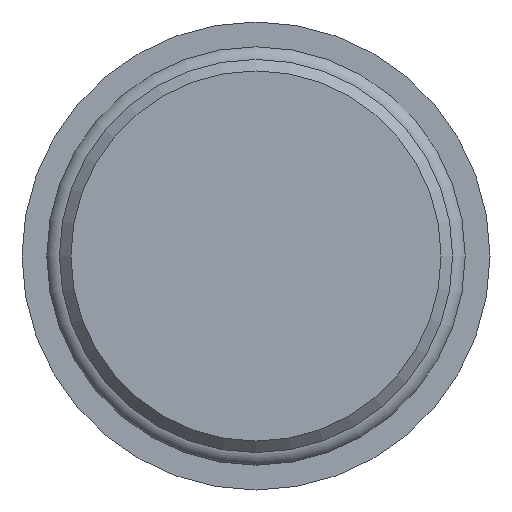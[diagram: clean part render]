
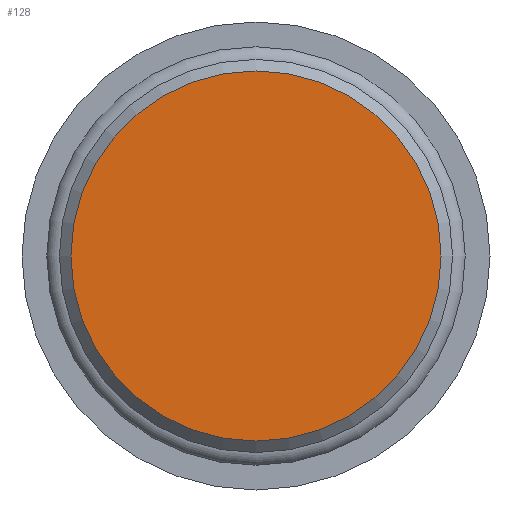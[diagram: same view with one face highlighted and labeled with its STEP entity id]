
A CAD part, front view. The second image highlights one B-rep face of the part: STEP entity #128.
In plain terms, the highlighted planar face has unit normal (0, -1, 0).
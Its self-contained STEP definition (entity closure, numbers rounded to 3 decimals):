
#128 = ADVANCED_FACE( '', ( #261 ), #262, .F. );
#261 = FACE_OUTER_BOUND( '', #386, .T. );
#262 = PLANE( '', #387 );
#386 = EDGE_LOOP( '', ( #666 ) );
#387 = AXIS2_PLACEMENT_3D( '', #667, #668, #669 );
#666 = ORIENTED_EDGE( '', *, *, #773, .T. );
#667 = CARTESIAN_POINT( '', ( 19.773, -17., 0. ) );
#668 = DIRECTION( '', ( 0., 1., 0. ) );
#669 = DIRECTION( '', ( 0., 0., 1. ) );
#773 = EDGE_CURVE( '', #924, #924, #925, .T. );
#924 = VERTEX_POINT( '', #1185 );
#925 = CIRCLE( '', #1186, 19.773 );
#1185 = CARTESIAN_POINT( '', ( 0., -17., -19.773 ) );
#1186 = AXIS2_PLACEMENT_3D( '', #1306, #1307, #1308 );
#1306 = CARTESIAN_POINT( '', ( 0., -17., 0. ) );
#1307 = DIRECTION( '', ( 0., -1., 0. ) );
#1308 = DIRECTION( '', ( 0., 0., -1. ) );
